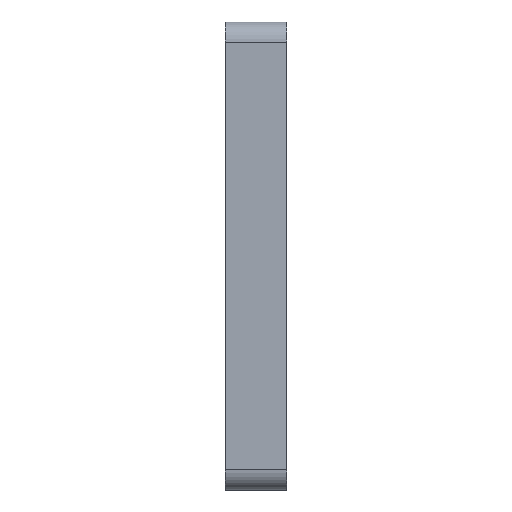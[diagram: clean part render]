
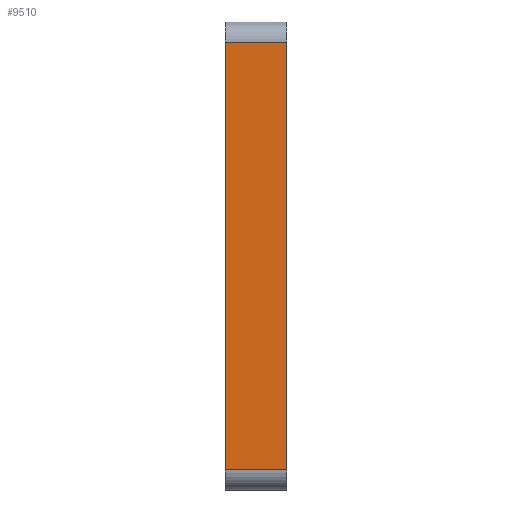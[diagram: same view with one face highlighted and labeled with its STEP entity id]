
A CAD part, left-side view. The second image highlights one B-rep face of the part: STEP entity #9510.
In plain terms, the highlighted planar face has unit normal (-1, 0, 0).
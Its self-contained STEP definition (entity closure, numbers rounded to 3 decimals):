
#456 = AXIS2_PLACEMENT_3D ( 'NONE', #4997, #4908, #12185 ) ;
#492 = VERTEX_POINT ( 'NONE', #5139 ) ;
#504 = VECTOR ( 'NONE', #2355, 1000. ) ;
#1079 = CARTESIAN_POINT ( 'NONE',  ( -11.5, 0., -10.5 ) ) ;
#1722 = CARTESIAN_POINT ( 'NONE',  ( -11.5, 3., 10.5 ) ) ;
#1774 = VERTEX_POINT ( 'NONE', #5888 ) ;
#1894 = CARTESIAN_POINT ( 'NONE',  ( -11.5, 3., -10.5 ) ) ;
#1957 = VERTEX_POINT ( 'NONE', #6409 ) ;
#2294 = LINE ( 'NONE', #11679, #504 ) ;
#2355 = DIRECTION ( 'NONE',  ( 0., 0., 1. ) ) ;
#2892 = ORIENTED_EDGE ( 'NONE', *, *, #4205, .T. ) ;
#2953 = VECTOR ( 'NONE', #7094, 1000. ) ;
#3290 = VECTOR ( 'NONE', #3496, 1000. ) ;
#3496 = DIRECTION ( 'NONE',  ( 0., 0., 1. ) ) ;
#4205 = EDGE_CURVE ( 'NONE', #1957, #492, #6899, .T. ) ;
#4264 = ORIENTED_EDGE ( 'NONE', *, *, #13280, .T. ) ;
#4394 = ORIENTED_EDGE ( 'NONE', *, *, #12648, .T. ) ;
#4448 = EDGE_LOOP ( 'NONE', ( #10297, #4394, #4264, #2892 ) ) ;
#4449 = VECTOR ( 'NONE', #12214, 1000. ) ;
#4908 = DIRECTION ( 'NONE',  ( 1., 0., 0. ) ) ;
#4997 = CARTESIAN_POINT ( 'NONE',  ( -11.5, 3., -11.5 ) ) ;
#5139 = CARTESIAN_POINT ( 'NONE',  ( -11.5, 3., 10.5 ) ) ;
#5888 = CARTESIAN_POINT ( 'NONE',  ( -11.5, 3., -10.5 ) ) ;
#6022 = LINE ( 'NONE', #7649, #3290 ) ;
#6409 = CARTESIAN_POINT ( 'NONE',  ( -11.5, 0., 10.5 ) ) ;
#6899 = LINE ( 'NONE', #1722, #4449 ) ;
#7094 = DIRECTION ( 'NONE',  ( 0., -1., 0. ) ) ;
#7649 = CARTESIAN_POINT ( 'NONE',  ( -11.5, 0., -11.5 ) ) ;
#9510 = ADVANCED_FACE ( 'NONE', ( #13406 ), #10134, .F. ) ;
#10134 = PLANE ( 'NONE',  #456 ) ;
#10297 = ORIENTED_EDGE ( 'NONE', *, *, #13301, .F. ) ;
#11679 = CARTESIAN_POINT ( 'NONE',  ( -11.5, 3., -11.5 ) ) ;
#11777 = LINE ( 'NONE', #1894, #2953 ) ;
#12185 = DIRECTION ( 'NONE',  ( 0., 0., -1. ) ) ;
#12214 = DIRECTION ( 'NONE',  ( 0., 1., 0. ) ) ;
#12648 = EDGE_CURVE ( 'NONE', #1774, #12925, #11777, .T. ) ;
#12925 = VERTEX_POINT ( 'NONE', #1079 ) ;
#13280 = EDGE_CURVE ( 'NONE', #12925, #1957, #6022, .T. ) ;
#13301 = EDGE_CURVE ( 'NONE', #1774, #492, #2294, .T. ) ;
#13406 = FACE_OUTER_BOUND ( 'NONE', #4448, .T. ) ;
